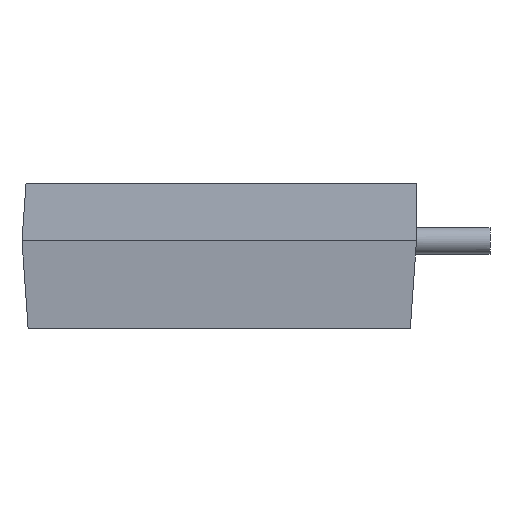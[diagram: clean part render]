
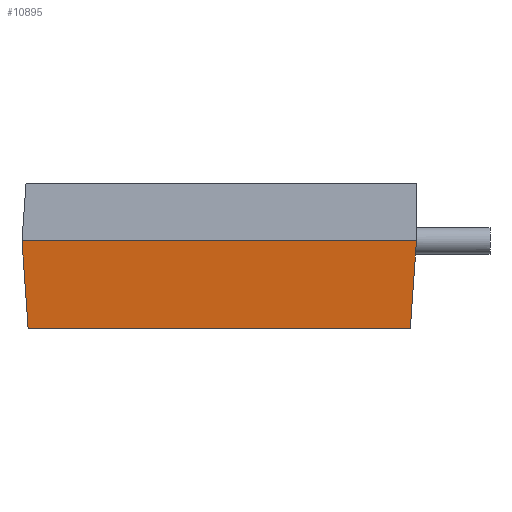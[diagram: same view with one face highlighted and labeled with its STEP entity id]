
A CAD part, left-side view. The second image highlights one B-rep face of the part: STEP entity #10895.
In plain terms, the highlighted planar face has unit normal (-0.998, 0, -0.07).
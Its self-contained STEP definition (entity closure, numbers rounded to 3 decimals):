
#979 = EDGE_CURVE ( 'NONE', #12713, #2917, #6791, .T. ) ;
#1109 = EDGE_CURVE ( 'NONE', #12633, #2917, #6918, .T. ) ;
#1298 = DIRECTION ( 'NONE',  ( -0.07, -0.07, 0.995 ) ) ;
#1758 = VECTOR ( 'NONE', #9295, 1000. ) ;
#1981 = VECTOR ( 'NONE', #8774, 1000. ) ;
#2092 = EDGE_CURVE ( 'NONE', #12713, #5257, #11263, .T. ) ;
#2270 = EDGE_CURVE ( 'NONE', #5257, #12633, #9020, .T. ) ;
#2355 = CARTESIAN_POINT ( 'NONE',  ( -4.23, 19.3, 0. ) ) ;
#2917 = VERTEX_POINT ( 'NONE', #9246 ) ;
#3471 = DIRECTION ( 'NONE',  ( 0., 1., 0. ) ) ;
#4044 = DIRECTION ( 'NONE',  ( 0., 1., 0. ) ) ;
#4876 = CARTESIAN_POINT ( 'NONE',  ( -4.23, 19.3, 0. ) ) ;
#5142 = CARTESIAN_POINT ( 'NONE',  ( -4.23, 19.3, 0. ) ) ;
#5257 = VERTEX_POINT ( 'NONE', #12872 ) ;
#5688 = ORIENTED_EDGE ( 'NONE', *, *, #2270, .T. ) ;
#6220 = CARTESIAN_POINT ( 'NONE',  ( -4.23, 0., 0. ) ) ;
#6413 = DIRECTION ( 'NONE',  ( -0.998, 0., -0.07 ) ) ;
#6471 = ORIENTED_EDGE ( 'NONE', *, *, #979, .F. ) ;
#6791 = LINE ( 'NONE', #8292, #1758 ) ;
#6918 = LINE ( 'NONE', #4876, #1981 ) ;
#7099 = ORIENTED_EDGE ( 'NONE', *, *, #2092, .T. ) ;
#7451 = FACE_OUTER_BOUND ( 'NONE', #9357, .T. ) ;
#8053 = VECTOR ( 'NONE', #4044, 1000. ) ;
#8292 = CARTESIAN_POINT ( 'NONE',  ( -3.93, 19.3, -4.29 ) ) ;
#8477 = AXIS2_PLACEMENT_3D ( 'NONE', #2355, #6413, #3471 ) ;
#8774 = DIRECTION ( 'NONE',  ( 0.07, -0.07, -0.995 ) ) ;
#9020 = LINE ( 'NONE', #12252, #8053 ) ;
#9246 = CARTESIAN_POINT ( 'NONE',  ( -3.93, 19., -4.29 ) ) ;
#9295 = DIRECTION ( 'NONE',  ( 0., 1., 0. ) ) ;
#9357 = EDGE_LOOP ( 'NONE', ( #12104, #6471, #7099, #5688 ) ) ;
#10609 = CARTESIAN_POINT ( 'NONE',  ( -3.93, 0.3, -4.29 ) ) ;
#10895 = ADVANCED_FACE ( 'NONE', ( #7451 ), #11398, .T. ) ;
#11194 = VECTOR ( 'NONE', #1298, 1000. ) ;
#11263 = LINE ( 'NONE', #6220, #11194 ) ;
#11398 = PLANE ( 'NONE',  #8477 ) ;
#12104 = ORIENTED_EDGE ( 'NONE', *, *, #1109, .T. ) ;
#12252 = CARTESIAN_POINT ( 'NONE',  ( -4.23, 19.3, 0. ) ) ;
#12633 = VERTEX_POINT ( 'NONE', #5142 ) ;
#12713 = VERTEX_POINT ( 'NONE', #10609 ) ;
#12872 = CARTESIAN_POINT ( 'NONE',  ( -4.23, 0., 0. ) ) ;
